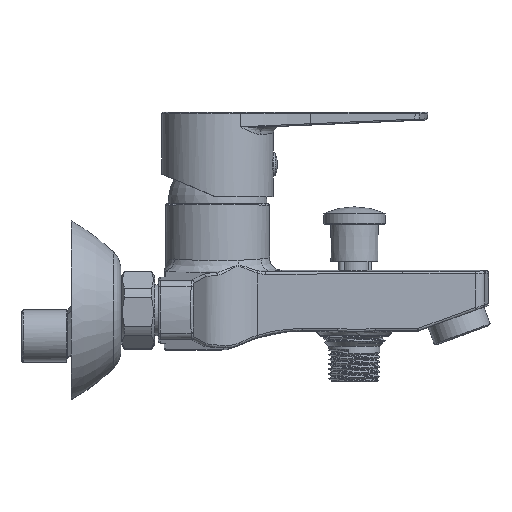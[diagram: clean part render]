
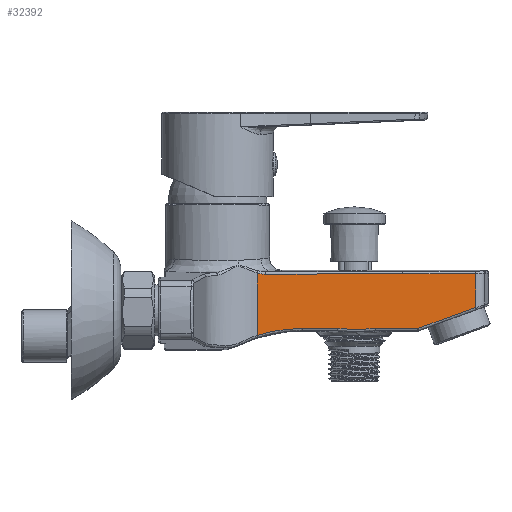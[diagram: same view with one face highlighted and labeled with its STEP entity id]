
A CAD part, top view. The second image highlights one B-rep face of the part: STEP entity #32392.
In plain terms, the highlighted planar face has unit normal (0.052, 0, 0.999).
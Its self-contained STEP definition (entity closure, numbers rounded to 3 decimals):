
#439 = DIRECTION ( 'NONE',  ( 0., -1., 0. ) ) ;
#1748 = LINE ( 'NONE', #34392, #41392 ) ;
#2052 = CARTESIAN_POINT ( 'NONE',  ( 133.598, 186.977, -328.272 ) ) ;
#2427 = CARTESIAN_POINT ( 'NONE',  ( 80.482, 178.357, -325.488 ) ) ;
#2989 = CARTESIAN_POINT ( 'NONE',  ( 86.136, 178.054, -325.785 ) ) ;
#3501 = CARTESIAN_POINT ( 'NONE',  ( 46.927, 155.431, -323.73 ) ) ;
#3614 =( BOUNDED_CURVE ( )  B_SPLINE_CURVE ( 3, ( #24862, #33900, #50717, #20953 ),
 .UNSPECIFIED., .F., .T. ) 
 B_SPLINE_CURVE_WITH_KNOTS ( ( 4, 4 ),
 ( 4.407, 4.712 ),
 .UNSPECIFIED. ) 
 CURVE ( )  GEOMETRIC_REPRESENTATION_ITEM ( )  RATIONAL_B_SPLINE_CURVE ( ( 1., 0.992, 0.992, 1. ) ) 
 REPRESENTATION_ITEM ( '' )  );
#4286 = LINE ( 'NONE', #22561, #49246 ) ;
#5830 = EDGE_CURVE ( 'NONE', #16967, #40117, #3614, .T. ) ;
#5845 =( BOUNDED_CURVE ( )  B_SPLINE_CURVE ( 3, ( #29604, #8490, #21243, #46734 ),
 .UNSPECIFIED., .F., .F. ) 
 B_SPLINE_CURVE_WITH_KNOTS ( ( 4, 4 ),
 ( 1.619, 1.625 ),
 .UNSPECIFIED. ) 
 CURVE ( )  GEOMETRIC_REPRESENTATION_ITEM ( )  RATIONAL_B_SPLINE_CURVE ( ( 1., 1., 1., 1. ) ) 
 REPRESENTATION_ITEM ( '' )  );
#7383 = CARTESIAN_POINT ( 'NONE',  ( 88.645, 178.197, -325.916 ) ) ;
#8319 = EDGE_CURVE ( 'NONE', #33709, #31612, #33815, .T. ) ;
#8490 = CARTESIAN_POINT ( 'NONE',  ( 123.774, 200.648, -327.757 ) ) ;
#10161 = ORIENTED_EDGE ( 'NONE', *, *, #32877, .T. ) ;
#10367 = EDGE_CURVE ( 'NONE', #34959, #46647, #20650, .T. ) ;
#10922 = LINE ( 'NONE', #12793, #26837 ) ;
#11455 = CARTESIAN_POINT ( 'NONE',  ( 84.248, 178.074, -325.686 ) ) ;
#11958 = CARTESIAN_POINT ( 'NONE',  ( 48.251, 200.434, -323.799 ) ) ;
#12576 = ORIENTED_EDGE ( 'NONE', *, *, #48843, .T. ) ;
#12793 = CARTESIAN_POINT ( 'NONE',  ( 45.314, 159.875, -323.645 ) ) ;
#13277 = CARTESIAN_POINT ( 'NONE',  ( 133.598, 200.673, -328.272 ) ) ;
#13593 = FACE_OUTER_BOUND ( 'NONE', #35331, .T. ) ;
#13873 = LINE ( 'NONE', #3501, #31095 ) ;
#14459 = EDGE_CURVE ( 'NONE', #44302, #34959, #13873, .T. ) ;
#15167 = CARTESIAN_POINT ( 'NONE',  ( 82.364, 178.197, -325.587 ) ) ;
#16960 = CARTESIAN_POINT ( 'NONE',  ( 45.314, 200.933, -323.645 ) ) ;
#16967 = VERTEX_POINT ( 'NONE', #42365 ) ;
#17412 = CARTESIAN_POINT ( 'NONE',  ( 45.314, 178.475, -323.645 ) ) ;
#17851 = CARTESIAN_POINT ( 'NONE',  ( 133.598, 159.875, -328.272 ) ) ;
#18271 = LINE ( 'NONE', #17412, #40715 ) ;
#20651 = ORIENTED_EDGE ( 'NONE', *, *, #38418, .T. ) ;
#20650 = LINE ( 'NONE', #17851, #46480 ) ;
#20953 = CARTESIAN_POINT ( 'NONE',  ( 63.631, 178.475, -324.605 ) ) ;
#21099 = DIRECTION ( 'NONE',  ( 0.999, 0., -0.052 ) ) ;
#21243 = CARTESIAN_POINT ( 'NONE',  ( 113.951, 200.621, -327.242 ) ) ;
#22561 = CARTESIAN_POINT ( 'NONE',  ( 45.314, 178.475, -323.645 ) ) ;
#22744 = DIRECTION ( 'NONE',  ( 0.999, 0., -0.052 ) ) ;
#24049 = B_SPLINE_CURVE_WITH_KNOTS ( 'NONE', 3,
 ( #40093, #43798, #2427, #15167, #28338, #11455, #53257, #2989, #32720, #28512, #7383, #40822, #36604, #44904 ),
 .UNSPECIFIED., .F., .F.,
 ( 4, 2, 2, 2, 2, 2, 4 ),
 ( 0., 0.004, 0.006, 0.008, 0.009, 0.011, 0.015 ),
 .UNSPECIFIED. ) ;
#24474 = VERTEX_POINT ( 'NONE', #27122 ) ;
#24559 = CARTESIAN_POINT ( 'NONE',  ( 48.852, 200.436, -323.831 ) ) ;
#24862 = CARTESIAN_POINT ( 'NONE',  ( 45.314, 175.66, -323.645 ) ) ;
#25196 = ORIENTED_EDGE ( 'NONE', *, *, #8319, .T. ) ;
#26837 = VECTOR ( 'NONE', #439, 1000. ) ;
#27122 = CARTESIAN_POINT ( 'NONE',  ( 93.036, 178.475, -326.146 ) ) ;
#28338 = CARTESIAN_POINT ( 'NONE',  ( 82.991, 178.146, -325.62 ) ) ;
#28512 = CARTESIAN_POINT ( 'NONE',  ( 88.019, 178.147, -325.883 ) ) ;
#29604 = CARTESIAN_POINT ( 'NONE',  ( 133.598, 200.673, -328.272 ) ) ;
#31095 = VECTOR ( 'NONE', #33056, 1000. ) ;
#31263 = ORIENTED_EDGE ( 'NONE', *, *, #10367, .T. ) ;
#31612 = VERTEX_POINT ( 'NONE', #40523 ) ;
#32392 = ADVANCED_FACE ( 'NONE', ( #13593 ), #42210, .T. ) ;
#32720 = CARTESIAN_POINT ( 'NONE',  ( 86.764, 178.075, -325.818 ) ) ;
#32877 = EDGE_CURVE ( 'NONE', #31612, #16967, #10922, .T. ) ;
#33056 = DIRECTION ( 'NONE',  ( 0.939, 0.342, -0.049 ) ) ;
#33709 = VERTEX_POINT ( 'NONE', #51724 ) ;
#33815 = B_SPLINE_CURVE_WITH_KNOTS ( 'NONE', 3,
 ( #24559, #11958, #41534, #41721, #38028, #16960 ),
 .UNSPECIFIED., .F., .F.,
 ( 4, 2, 4 ),
 ( 0., 0.002, 0.004 ),
 .UNSPECIFIED. ) ;
#33900 = CARTESIAN_POINT ( 'NONE',  ( 51.253, 177.529, -323.956 ) ) ;
#34072 = CARTESIAN_POINT ( 'NONE',  ( 104.129, 200.593, -326.728 ) ) ;
#34088 = DIRECTION ( 'NONE',  ( 0.052, 0., 0.999 ) ) ;
#34392 = CARTESIAN_POINT ( 'NONE',  ( 45.199, 200.426, -323.639 ) ) ;
#34959 = VERTEX_POINT ( 'NONE', #2052 ) ;
#35331 = EDGE_LOOP ( 'NONE', ( #40299, #50937, #31263, #12576, #20651, #25196, #10161, #48224, #49222, #41539 ) ) ;
#36389 = EDGE_CURVE ( 'NONE', #40117, #41819, #18271, .T. ) ;
#36604 = CARTESIAN_POINT ( 'NONE',  ( 91.777, 178.475, -326.08 ) ) ;
#37300 = CARTESIAN_POINT ( 'NONE',  ( 110.238, 178.475, -327.048 ) ) ;
#38028 = CARTESIAN_POINT ( 'NONE',  ( 45.893, 200.77, -323.676 ) ) ;
#38418 = EDGE_CURVE ( 'NONE', #45024, #33709, #1748, .T. ) ;
#40093 = CARTESIAN_POINT ( 'NONE',  ( 77.968, 178.475, -325.357 ) ) ;
#40117 = VERTEX_POINT ( 'NONE', #54225 ) ;
#40299 = ORIENTED_EDGE ( 'NONE', *, *, #40535, .T. ) ;
#40523 = CARTESIAN_POINT ( 'NONE',  ( 45.314, 200.933, -323.645 ) ) ;
#40535 = EDGE_CURVE ( 'NONE', #24474, #44302, #4286, .T. ) ;
#40715 = VECTOR ( 'NONE', #21099, 1000. ) ;
#40822 = CARTESIAN_POINT ( 'NONE',  ( 90.525, 178.357, -326.015 ) ) ;
#41392 = VECTOR ( 'NONE', #44616, 1000. ) ;
#41534 = CARTESIAN_POINT ( 'NONE',  ( 47.656, 200.478, -323.768 ) ) ;
#41539 = ORIENTED_EDGE ( 'NONE', *, *, #54062, .T. ) ;
#41721 = CARTESIAN_POINT ( 'NONE',  ( 46.477, 200.646, -323.706 ) ) ;
#41819 = VERTEX_POINT ( 'NONE', #42393 ) ;
#42030 = CARTESIAN_POINT ( 'NONE',  ( 45.314, 159.875, -323.645 ) ) ;
#42210 = PLANE ( 'NONE',  #51878 ) ;
#42365 = CARTESIAN_POINT ( 'NONE',  ( 45.314, 175.66, -323.645 ) ) ;
#42393 = CARTESIAN_POINT ( 'NONE',  ( 77.968, 178.475, -325.357 ) ) ;
#42604 = DIRECTION ( 'NONE',  ( 0., 1., 0. ) ) ;
#43798 = CARTESIAN_POINT ( 'NONE',  ( 79.229, 178.475, -325.423 ) ) ;
#44302 = VERTEX_POINT ( 'NONE', #37300 ) ;
#44616 = DIRECTION ( 'NONE',  ( -0.999, -0.003, 0.052 ) ) ;
#44904 = CARTESIAN_POINT ( 'NONE',  ( 93.036, 178.475, -326.146 ) ) ;
#45024 = VERTEX_POINT ( 'NONE', #34072 ) ;
#46480 = VECTOR ( 'NONE', #42604, 1000. ) ;
#46647 = VERTEX_POINT ( 'NONE', #13277 ) ;
#46734 = CARTESIAN_POINT ( 'NONE',  ( 104.129, 200.593, -326.728 ) ) ;
#48224 = ORIENTED_EDGE ( 'NONE', *, *, #5830, .T. ) ;
#48843 = EDGE_CURVE ( 'NONE', #46647, #45024, #5845, .T. ) ;
#49222 = ORIENTED_EDGE ( 'NONE', *, *, #36389, .T. ) ;
#49246 = VECTOR ( 'NONE', #22744, 1000. ) ;
#50717 = CARTESIAN_POINT ( 'NONE',  ( 57.406, 178.475, -324.279 ) ) ;
#50937 = ORIENTED_EDGE ( 'NONE', *, *, #14459, .T. ) ;
#51724 = CARTESIAN_POINT ( 'NONE',  ( 48.852, 200.436, -323.831 ) ) ;
#51878 = AXIS2_PLACEMENT_3D ( 'NONE', #42030, #34088, #54631 ) ;
#53257 = CARTESIAN_POINT ( 'NONE',  ( 84.877, 178.054, -325.719 ) ) ;
#54062 = EDGE_CURVE ( 'NONE', #41819, #24474, #24049, .T. ) ;
#54225 = CARTESIAN_POINT ( 'NONE',  ( 63.631, 178.475, -324.605 ) ) ;
#54631 = DIRECTION ( 'NONE',  ( 0.999, 0., -0.052 ) ) ;
